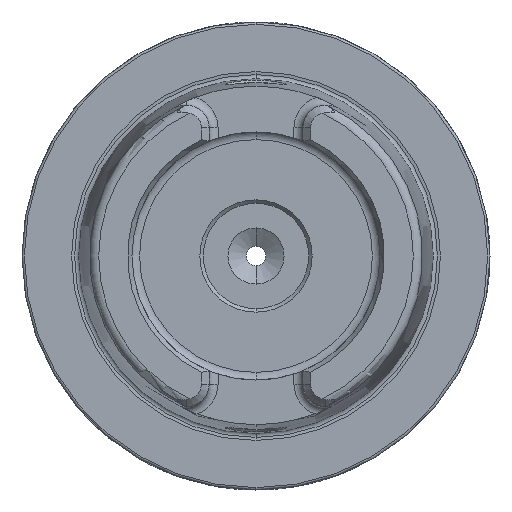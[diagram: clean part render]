
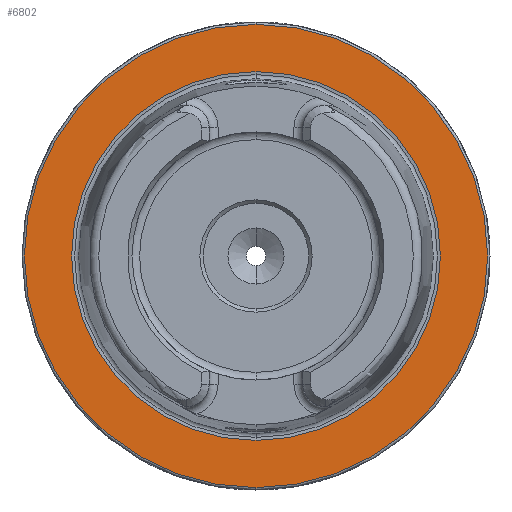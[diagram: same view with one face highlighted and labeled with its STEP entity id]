
A CAD part, left-side view. The second image highlights one B-rep face of the part: STEP entity #6802.
In plain terms, the highlighted planar face has unit normal (-1, 0, 0).
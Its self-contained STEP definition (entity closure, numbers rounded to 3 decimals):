
#374 = CARTESIAN_POINT ( 'NONE',  ( 0., 0., 49.5 ) ) ;
#375 = CARTESIAN_POINT ( 'NONE',  ( 0., 0., -49.5 ) ) ;
#379 = CARTESIAN_POINT ( 'NONE',  ( 0., 0., -39.405 ) ) ;
#380 = CARTESIAN_POINT ( 'NONE',  ( 0., 0., 39.405 ) ) ;
#1650 = AXIS2_PLACEMENT_3D ( 'NONE', #5915, #5916, #5917 ) ;
#1651 = AXIS2_PLACEMENT_3D ( 'NONE', #5918, #5919, #5920 ) ;
#2503 = ORIENTED_EDGE ( 'NONE', *, *, #10073, .F. ) ;
#2504 = ORIENTED_EDGE ( 'NONE', *, *, #7851, .F. ) ;
#2505 = ORIENTED_EDGE ( 'NONE', *, *, #7847, .T. ) ;
#2506 = ORIENTED_EDGE ( 'NONE', *, *, #10074, .T. ) ;
#4596 = CARTESIAN_POINT ( 'NONE',  ( 0., 0., 0. ) ) ;
#4597 = DIRECTION ( 'NONE',  ( -1., 0., 0. ) ) ;
#4598 = DIRECTION ( 'NONE',  ( 0., 0., 1. ) ) ;
#4609 = CARTESIAN_POINT ( 'NONE',  ( 0., 0., 0. ) ) ;
#4610 = DIRECTION ( 'NONE',  ( -1., 0., 0. ) ) ;
#4611 = DIRECTION ( 'NONE',  ( 0., 0., 1. ) ) ;
#5267 = CIRCLE ( 'NONE', #1650, 39.405 ) ;
#5268 = CIRCLE ( 'NONE', #1651, 49.5 ) ;
#5915 = CARTESIAN_POINT ( 'NONE',  ( 0., 0., 0. ) ) ;
#5916 = DIRECTION ( 'NONE',  ( -1., 0., 0. ) ) ;
#5917 = DIRECTION ( 'NONE',  ( 0., 0., 1. ) ) ;
#5918 = CARTESIAN_POINT ( 'NONE',  ( 0., 0., 0. ) ) ;
#5919 = DIRECTION ( 'NONE',  ( -1., 0., 0. ) ) ;
#5920 = DIRECTION ( 'NONE',  ( 0., 0., 1. ) ) ;
#6416 = VERTEX_POINT ( 'NONE', #374 ) ;
#6417 = VERTEX_POINT ( 'NONE', #375 ) ;
#6421 = VERTEX_POINT ( 'NONE', #379 ) ;
#6422 = VERTEX_POINT ( 'NONE', #380 ) ;
#6802 = ADVANCED_FACE ( 'NONE', ( #8098, #8095 ), #8767, .F. ) ;
#7847 = EDGE_CURVE ( 'NONE', #6416, #6417, #8209, .T. ) ;
#7851 = EDGE_CURVE ( 'NONE', #6421, #6422, #8212, .T. ) ;
#8009 = AXIS2_PLACEMENT_3D ( 'NONE', #8764, #8769, #8770 ) ;
#8045 = AXIS2_PLACEMENT_3D ( 'NONE', #4596, #4597, #4598 ) ;
#8048 = AXIS2_PLACEMENT_3D ( 'NONE', #4609, #4610, #4611 ) ;
#8095 = FACE_OUTER_BOUND ( 'NONE', #8462, .T. ) ;
#8098 = FACE_BOUND ( 'NONE', #8472, .T. ) ;
#8209 = CIRCLE ( 'NONE', #8045, 49.5 ) ;
#8212 = CIRCLE ( 'NONE', #8048, 39.405 ) ;
#8462 = EDGE_LOOP ( 'NONE', ( #2505, #2506 ) ) ;
#8472 = EDGE_LOOP ( 'NONE', ( #2503, #2504 ) ) ;
#8764 = CARTESIAN_POINT ( 'NONE',  ( 0., 49.5, 0. ) ) ;
#8767 = PLANE ( 'NONE',  #8009 ) ;
#8769 = DIRECTION ( 'NONE',  ( 1., 0., 0. ) ) ;
#8770 = DIRECTION ( 'NONE',  ( 0., 0., -1. ) ) ;
#10073 = EDGE_CURVE ( 'NONE', #6422, #6421, #5267, .T. ) ;
#10074 = EDGE_CURVE ( 'NONE', #6417, #6416, #5268, .T. ) ;
